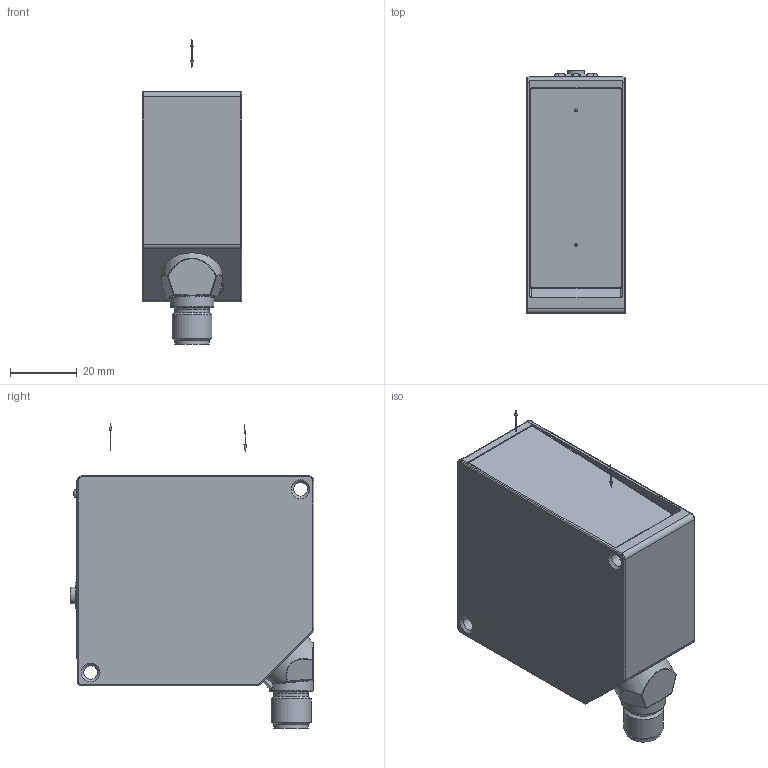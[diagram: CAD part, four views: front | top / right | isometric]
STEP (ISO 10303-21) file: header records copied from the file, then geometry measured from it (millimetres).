
FILE_DESCRIPTION (( 'STEP AP214' ), '1' );
FILE_NAME ('OPT2515_OPT2516.STEP', '2024-12-11T21:08:32', ( '' ), ( '' ), 'SwSTEP 2.0', 'SolidWorks 2024', '' );
FILE_SCHEMA (( 'AUTOMOTIVE_DESIGN' ));
Length unit declared in the file: inch
Products named in the file (1): OPT2515_OPT2516
Bounding box: 30 x 73.15 x 91.29 mm (x, y, z)
Volume: 129004.4 mm3; surface area: 18685.7 mm2
Topology: 3 solids, 3 shells, 390 faces, 959 edges, 598 vertices
Faces by surface type: plane 163, cylinder 115, bspline 66, cone 39, torus 7
Full cylindrical faces by diameter (mm): 0.2 x2, 1 x5, 1.52 x5, 1.62 x3, 2.1 x1, 4.134 x2, 5 x1, 5.1 x1, 8 x1, 10.4 x2, 12 x1, 13.2 x1
Entity records: 13145 total; most frequent: CARTESIAN_POINT 4718, ORIENTED_EDGE 1762, DIRECTION 1589, EDGE_CURVE 881, VERTEX_POINT 579, AXIS2_PLACEMENT_3D 573, EDGE_LOOP 476, LINE 443
